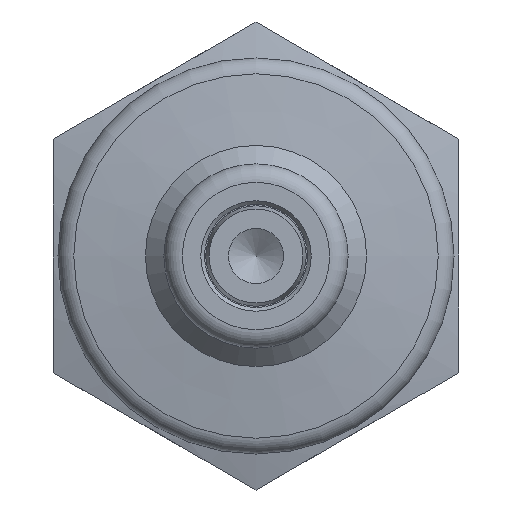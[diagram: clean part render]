
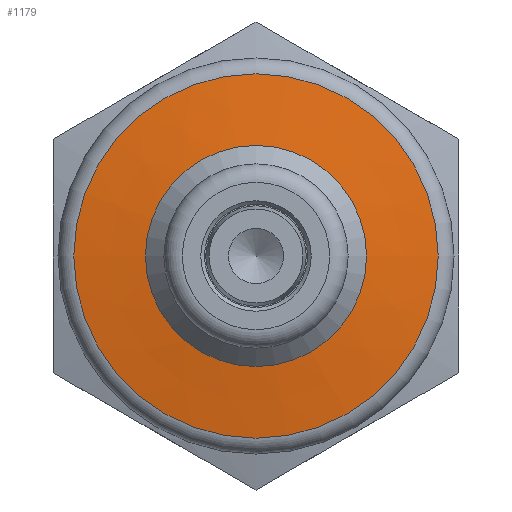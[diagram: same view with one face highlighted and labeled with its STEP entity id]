
A CAD part, left-side view. The second image highlights one B-rep face of the part: STEP entity #1179.
In plain terms, the highlighted conical face has half-angle 82 degrees and reference radius 8.375 mm.
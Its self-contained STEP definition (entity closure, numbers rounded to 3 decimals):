
#93=LINE('',#1981,#140);
#140=VECTOR('',#1585,8.375);
#179=CONICAL_SURFACE('',#1318,8.375,1.431);
#306=FACE_OUTER_BOUND('',#386,.T.);
#386=EDGE_LOOP('',(#938,#939,#940,#941,#942));
#465=CIRCLE('',#1316,9.889);
#466=CIRCLE('',#1317,9.889);
#467=CIRCLE('',#1319,6.);
#564=VERTEX_POINT('',#1974);
#565=VERTEX_POINT('',#1976);
#566=VERTEX_POINT('',#1980);
#699=EDGE_CURVE('',#564,#565,#465,.T.);
#700=EDGE_CURVE('',#565,#564,#466,.T.);
#701=EDGE_CURVE('',#565,#566,#93,.T.);
#702=EDGE_CURVE('',#566,#566,#467,.T.);
#938=ORIENTED_EDGE('',*,*,#700,.F.);
#939=ORIENTED_EDGE('',*,*,#701,.T.);
#940=ORIENTED_EDGE('',*,*,#702,.T.);
#941=ORIENTED_EDGE('',*,*,#701,.F.);
#942=ORIENTED_EDGE('',*,*,#699,.F.);
#1179=ADVANCED_FACE('',(#306),#179,.T.);
#1316=AXIS2_PLACEMENT_3D('',#1977,#1579,#1580);
#1317=AXIS2_PLACEMENT_3D('',#1978,#1581,#1582);
#1318=AXIS2_PLACEMENT_3D('',#1979,#1583,#1584);
#1319=AXIS2_PLACEMENT_3D('',#1982,#1586,#1587);
#1579=DIRECTION('center_axis',(1.,0.,0.));
#1580=DIRECTION('ref_axis',(0.,-1.,0.));
#1581=DIRECTION('center_axis',(1.,0.,0.));
#1582=DIRECTION('ref_axis',(0.,-1.,0.));
#1583=DIRECTION('center_axis',(1.,0.,0.));
#1584=DIRECTION('ref_axis',(0.,1.,0.));
#1585=DIRECTION('',(-0.139,0.99,0.));
#1586=DIRECTION('center_axis',(1.,0.,0.));
#1587=DIRECTION('ref_axis',(0.,1.,0.));
#1974=CARTESIAN_POINT('',(20.547,0.,9.889));
#1976=CARTESIAN_POINT('',(20.547,-9.889,0.));
#1977=CARTESIAN_POINT('Origin',(20.547,0.,0.));
#1978=CARTESIAN_POINT('Origin',(20.547,0.,0.));
#1979=CARTESIAN_POINT('Origin',(20.334,0.,0.));
#1980=CARTESIAN_POINT('',(20.,-6.,0.));
#1981=CARTESIAN_POINT('',(20.334,-8.375,0.));
#1982=CARTESIAN_POINT('Origin',(20.,0.,0.));
